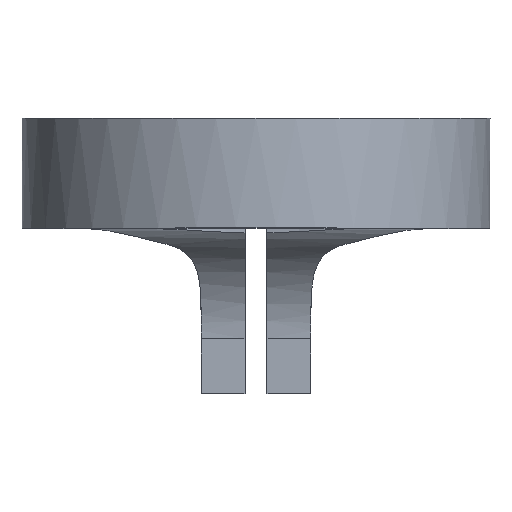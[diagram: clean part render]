
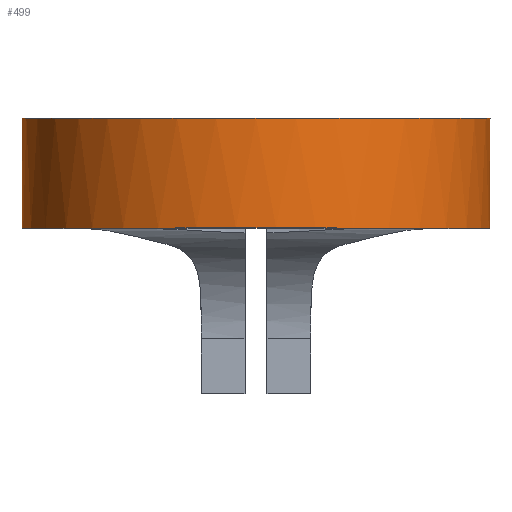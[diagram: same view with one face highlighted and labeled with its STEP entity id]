
A CAD part, top view. The second image highlights one B-rep face of the part: STEP entity #499.
In plain terms, the highlighted cylindrical face has radius 21.3 mm (diameter 42.6 mm), a partial arc.
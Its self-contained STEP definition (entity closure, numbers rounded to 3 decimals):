
#23 = VERTEX_POINT ( 'NONE', #861 ) ;
#37 = VERTEX_POINT ( 'NONE', #672 ) ;
#48 = CARTESIAN_POINT ( 'NONE',  ( 8.099, 10., -19.7 ) ) ;
#75 = EDGE_CURVE ( 'NONE', #37, #200, #281, .T. ) ;
#106 = CARTESIAN_POINT ( 'NONE',  ( 9.476, -1.076, -19.091 ) ) ;
#136 = CARTESIAN_POINT ( 'NONE',  ( 0., 0., 0. ) ) ;
#154 = CARTESIAN_POINT ( 'NONE',  ( 13.303, -0.208, -16.653 ) ) ;
#188 = CARTESIAN_POINT ( 'NONE',  ( -13.279, -0.212, -16.672 ) ) ;
#200 = VERTEX_POINT ( 'NONE', #696 ) ;
#217 = CARTESIAN_POINT ( 'NONE',  ( 0., 10., 0. ) ) ;
#226 = ORIENTED_EDGE ( 'NONE', *, *, #251, .F. ) ;
#251 = EDGE_CURVE ( 'NONE', #327, #23, #479, .T. ) ;
#265 = EDGE_CURVE ( 'NONE', #327, #37, #363, .T. ) ;
#271 = ORIENTED_EDGE ( 'NONE', *, *, #910, .T. ) ;
#277 = VERTEX_POINT ( 'NONE', #932 ) ;
#281 = B_SPLINE_CURVE_WITH_KNOTS ( 'NONE', 3,
 ( #547, #907, #399, #317, #188, #902, #686, #620, #531, #818 ),
 .UNSPECIFIED., .F., .F.,
 ( 4, 2, 2, 2, 4 ),
 ( 0., 0.005, 0.007, 0.008, 0.009 ),
 .UNSPECIFIED. ) ;
#286 = AXIS2_PLACEMENT_3D ( 'NONE', #136, #693, #917 ) ;
#317 = CARTESIAN_POINT ( 'NONE',  ( -12.675, -0.326, -17.135 ) ) ;
#327 = VERTEX_POINT ( 'NONE', #783 ) ;
#335 = CYLINDRICAL_SURFACE ( 'NONE', #560, 21.3 ) ;
#344 = EDGE_CURVE ( 'NONE', #409, #23, #525, .T. ) ;
#363 = LINE ( 'NONE', #638, #554 ) ;
#366 = ORIENTED_EDGE ( 'NONE', *, *, #75, .T. ) ;
#399 = CARTESIAN_POINT ( 'NONE',  ( -10.811, -0.729, -18.414 ) ) ;
#402 = B_SPLINE_CURVE_WITH_KNOTS ( 'NONE', 3,
 ( #511, #874, #524, #154, #809, #447, #869, #106, #668, #648 ),
 .UNSPECIFIED., .F., .F.,
 ( 4, 2, 2, 2, 4 ),
 ( 0., 0.002, 0.005, 0.007, 0.009 ),
 .UNSPECIFIED. ) ;
#403 = DIRECTION ( 'NONE',  ( 0., -1., 0. ) ) ;
#409 = VERTEX_POINT ( 'NONE', #817 ) ;
#433 = DIRECTION ( 'NONE',  ( 0., 0., 1. ) ) ;
#437 = DIRECTION ( 'NONE',  ( 0., 1., 0. ) ) ;
#447 = CARTESIAN_POINT ( 'NONE',  ( 11.448, -0.591, -17.978 ) ) ;
#472 = ORIENTED_EDGE ( 'NONE', *, *, #344, .T. ) ;
#479 = CIRCLE ( 'NONE', #674, 21.3 ) ;
#499 = ADVANCED_FACE ( 'NONE', ( #574 ), #335, .T. ) ;
#500 = EDGE_LOOP ( 'NONE', ( #226, #562, #366, #271, #835, #472 ) ) ;
#511 = CARTESIAN_POINT ( 'NONE',  ( 15.545, 0., -14.562 ) ) ;
#524 = CARTESIAN_POINT ( 'NONE',  ( 14.459, -0.048, -15.659 ) ) ;
#525 = LINE ( 'NONE', #48, #892 ) ;
#531 = CARTESIAN_POINT ( 'NONE',  ( -15.279, 0., -14.846 ) ) ;
#545 = DIRECTION ( 'NONE',  ( 0., 0., -1. ) ) ;
#547 = CARTESIAN_POINT ( 'NONE',  ( -8.099, -1.421, -19.7 ) ) ;
#554 = VECTOR ( 'NONE', #788, 1000. ) ;
#560 = AXIS2_PLACEMENT_3D ( 'NONE', #570, #403, #545 ) ;
#562 = ORIENTED_EDGE ( 'NONE', *, *, #265, .T. ) ;
#570 = CARTESIAN_POINT ( 'NONE',  ( 0., 10., 0. ) ) ;
#574 = FACE_OUTER_BOUND ( 'NONE', #500, .T. ) ;
#577 = CIRCLE ( 'NONE', #286, 21.3 ) ;
#620 = CARTESIAN_POINT ( 'NONE',  ( -15.006, -0.012, -15.122 ) ) ;
#638 = CARTESIAN_POINT ( 'NONE',  ( -8.099, 10., -19.7 ) ) ;
#648 = CARTESIAN_POINT ( 'NONE',  ( 8.099, -1.421, -19.7 ) ) ;
#668 = CARTESIAN_POINT ( 'NONE',  ( 8.797, -1.249, -19.413 ) ) ;
#672 = CARTESIAN_POINT ( 'NONE',  ( -8.099, -1.421, -19.7 ) ) ;
#674 = AXIS2_PLACEMENT_3D ( 'NONE', #217, #437, #433 ) ;
#686 = CARTESIAN_POINT ( 'NONE',  ( -14.445, -0.057, -15.658 ) ) ;
#693 = DIRECTION ( 'NONE',  ( 0., 1., 0. ) ) ;
#696 = CARTESIAN_POINT ( 'NONE',  ( -15.545, 0., -14.562 ) ) ;
#707 = EDGE_CURVE ( 'NONE', #277, #409, #402, .T. ) ;
#783 = CARTESIAN_POINT ( 'NONE',  ( -8.099, 10., -19.7 ) ) ;
#788 = DIRECTION ( 'NONE',  ( 0., -1., 0. ) ) ;
#809 = CARTESIAN_POINT ( 'NONE',  ( 12.701, -0.321, -17.116 ) ) ;
#817 = CARTESIAN_POINT ( 'NONE',  ( 8.099, -1.421, -19.7 ) ) ;
#818 = CARTESIAN_POINT ( 'NONE',  ( -15.545, 0., -14.562 ) ) ;
#835 = ORIENTED_EDGE ( 'NONE', *, *, #707, .T. ) ;
#861 = CARTESIAN_POINT ( 'NONE',  ( 8.099, 10., -19.7 ) ) ;
#869 = CARTESIAN_POINT ( 'NONE',  ( 10.8, -0.747, -18.374 ) ) ;
#874 = CARTESIAN_POINT ( 'NONE',  ( 15.014, 0., -15.128 ) ) ;
#892 = VECTOR ( 'NONE', #898, 1000. ) ;
#898 = DIRECTION ( 'NONE',  ( 0., 1., 0. ) ) ;
#902 = CARTESIAN_POINT ( 'NONE',  ( -14.157, -0.089, -15.919 ) ) ;
#907 = CARTESIAN_POINT ( 'NONE',  ( -9.498, -1.077, -19.125 ) ) ;
#910 = EDGE_CURVE ( 'NONE', #200, #277, #577, .T. ) ;
#917 = DIRECTION ( 'NONE',  ( 0., 0., 1. ) ) ;
#932 = CARTESIAN_POINT ( 'NONE',  ( 15.545, 0., -14.562 ) ) ;
